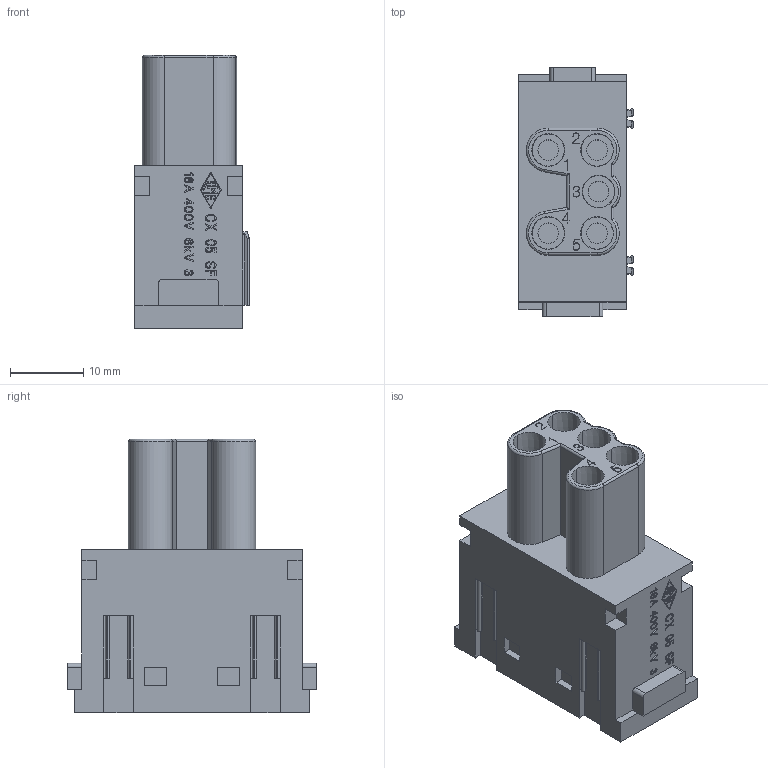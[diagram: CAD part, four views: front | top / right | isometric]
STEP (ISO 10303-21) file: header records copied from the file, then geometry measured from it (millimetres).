
FILE_DESCRIPTION(('Creo Elements/Direct Modeling STEP Export'),'2;1');
FILE_NAME('0lndqdl5956rfdp4596','2021-02-10T13:45:59',(''),(''),'Creo Elements/Direct Modeling STEP processor for AP214 (Solid Model)','Creo Elements/Direct Modeling 20.1B 02-Apr-2019 (C) Parametric Technology GmbH','');
FILE_SCHEMA(('AUTOMOTIVE_DESIGN { 1 0 10303 214 1 1 1 1 }'));
Length unit declared in the file: millimetre
Products named in the file (2): CX_05_SF
Assembly tree (1 placements, depth 2):
  CX_05_SF
    CX_05_SF
Bounding box: 15.6 x 34 x 37.2 mm (x, y, z)
Volume: 10973.3 mm3; surface area: 5776.8 mm2
Topology: 1 solids, 1 shells, 1472 faces, 4170 edges, 2770 vertices
Faces by surface type: plane 1366, cylinder 81, cone 20, torus 5
Entity records: 50689 total; most frequent: CARTESIAN_POINT 10424, ORIENTED_EDGE 8340, DIRECTION 7110, EDGE_CURVE 4170, VECTOR 3930, LINE 3930, VERTEX_POINT 2770, AXIS2_PLACEMENT_3D 1590
